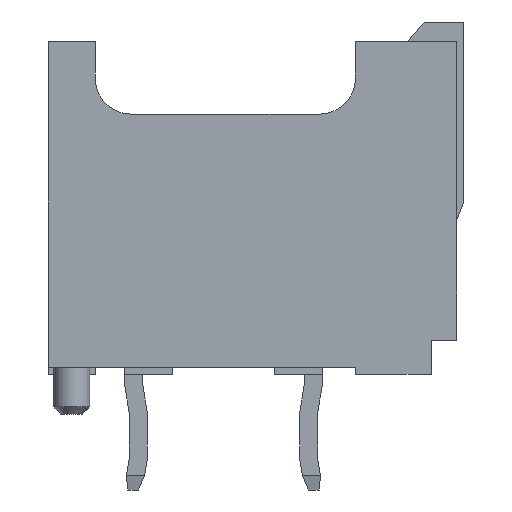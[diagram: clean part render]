
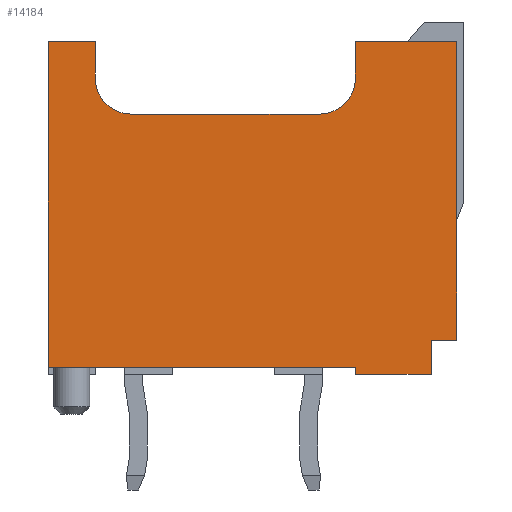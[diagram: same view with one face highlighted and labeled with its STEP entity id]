
A CAD part, left-side view. The second image highlights one B-rep face of the part: STEP entity #14184.
In plain terms, the highlighted face is planar.
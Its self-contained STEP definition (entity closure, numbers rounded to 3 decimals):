
#31=CIRCLE('',#14762,1.);
#32=CIRCLE('',#14763,1.);
#752=ORIENTED_EDGE('',*,*,#3410,.T.);
#753=ORIENTED_EDGE('',*,*,#3411,.T.);
#754=ORIENTED_EDGE('',*,*,#3380,.T.);
#755=ORIENTED_EDGE('',*,*,#3376,.F.);
#756=ORIENTED_EDGE('',*,*,#3412,.F.);
#757=ORIENTED_EDGE('',*,*,#3413,.F.);
#758=ORIENTED_EDGE('',*,*,#3414,.F.);
#759=ORIENTED_EDGE('',*,*,#3338,.F.);
#760=ORIENTED_EDGE('',*,*,#3415,.F.);
#761=ORIENTED_EDGE('',*,*,#3416,.F.);
#762=ORIENTED_EDGE('',*,*,#3417,.F.);
#763=ORIENTED_EDGE('',*,*,#3418,.F.);
#764=ORIENTED_EDGE('',*,*,#3419,.F.);
#765=ORIENTED_EDGE('',*,*,#3420,.F.);
#3338=EDGE_CURVE('',#4689,#4682,#5750,.T.);
#3376=EDGE_CURVE('',#4715,#4712,#5784,.T.);
#3380=EDGE_CURVE('',#4717,#4712,#5788,.T.);
#3410=EDGE_CURVE('',#4735,#4736,#5818,.T.);
#3411=EDGE_CURVE('',#4736,#4717,#5819,.T.);
#3412=EDGE_CURVE('',#4737,#4715,#5820,.T.);
#3413=EDGE_CURVE('',#4738,#4737,#5821,.T.);
#3414=EDGE_CURVE('',#4682,#4738,#5822,.T.);
#3415=EDGE_CURVE('',#4739,#4689,#5823,.T.);
#3416=EDGE_CURVE('',#4740,#4739,#31,.T.);
#3417=EDGE_CURVE('',#4741,#4740,#5824,.T.);
#3418=EDGE_CURVE('',#4742,#4741,#32,.T.);
#3419=EDGE_CURVE('',#4743,#4742,#5825,.T.);
#3420=EDGE_CURVE('',#4735,#4743,#5826,.T.);
#4682=VERTEX_POINT('',#18538);
#4689=VERTEX_POINT('',#18552);
#4712=VERTEX_POINT('',#18620);
#4715=VERTEX_POINT('',#18626);
#4717=VERTEX_POINT('',#18634);
#4735=VERTEX_POINT('',#18692);
#4736=VERTEX_POINT('',#18693);
#4737=VERTEX_POINT('',#18696);
#4738=VERTEX_POINT('',#18698);
#4739=VERTEX_POINT('',#18701);
#4740=VERTEX_POINT('',#18703);
#4741=VERTEX_POINT('',#18705);
#4742=VERTEX_POINT('',#18707);
#4743=VERTEX_POINT('',#18709);
#5750=LINE('',#18553,#7201);
#5784=LINE('',#18627,#7235);
#5788=LINE('',#18635,#7239);
#5818=LINE('',#18691,#7269);
#5819=LINE('',#18694,#7270);
#5820=LINE('',#18695,#7271);
#5821=LINE('',#18697,#7272);
#5822=LINE('',#18699,#7273);
#5823=LINE('',#18700,#7274);
#5824=LINE('',#18704,#7275);
#5825=LINE('',#18708,#7276);
#5826=LINE('',#18710,#7277);
#7201=VECTOR('',#15827,1000.);
#7235=VECTOR('',#15889,1000.);
#7239=VECTOR('',#15897,1000.);
#7269=VECTOR('',#15945,1000.);
#7270=VECTOR('',#15946,1000.);
#7271=VECTOR('',#15947,1000.);
#7272=VECTOR('',#15948,1000.);
#7273=VECTOR('',#15949,1000.);
#7274=VECTOR('',#15950,1000.);
#7275=VECTOR('',#15953,1000.);
#7276=VECTOR('',#15956,1000.);
#7277=VECTOR('',#15957,1000.);
#8441=EDGE_LOOP('',(#752,#753,#754,#755,#756,#757,#758,#759,#760,#761,#762,
#763,#764,#765));
#9059=FACE_BOUND('',#8441,.T.);
#9673=PLANE('',#14761);
#14184=ADVANCED_FACE('',(#9059),#9673,.T.);
#14761=AXIS2_PLACEMENT_3D('',#18690,#15943,#15944);
#14762=AXIS2_PLACEMENT_3D('',#18702,#15951,#15952);
#14763=AXIS2_PLACEMENT_3D('',#18706,#15954,#15955);
#15827=DIRECTION('',(0.,0.,1.));
#15889=DIRECTION('',(0.,0.,-1.));
#15897=DIRECTION('',(0.,1.,0.));
#15943=DIRECTION('',(1.,0.,0.));
#15944=DIRECTION('',(0.,0.,-1.));
#15945=DIRECTION('',(0.,1.,0.));
#15946=DIRECTION('',(0.,0.,1.));
#15947=DIRECTION('',(0.,1.,0.));
#15948=DIRECTION('',(0.,0.,-1.));
#15949=DIRECTION('',(0.,1.,0.));
#15950=DIRECTION('',(0.,-1.,0.));
#15951=DIRECTION('',(1.,0.,0.));
#15952=DIRECTION('',(0.,-1.,0.));
#15953=DIRECTION('',(0.,0.,1.));
#15954=DIRECTION('',(1.,0.,0.));
#15955=DIRECTION('',(0.,-1.,0.));
#15956=DIRECTION('',(0.,1.,0.));
#15957=DIRECTION('',(0.,0.,1.));
#18538=CARTESIAN_POINT('',(9.7,-4.325,5.55));
#18552=CARTESIAN_POINT('',(9.7,-4.325,2.75));
#18553=CARTESIAN_POINT('',(9.7,-4.325,5.75));
#18620=CARTESIAN_POINT('',(9.7,4.875,2.75));
#18626=CARTESIAN_POINT('',(9.7,4.875,4.85));
#18627=CARTESIAN_POINT('',(9.7,4.875,5.75));
#18634=CARTESIAN_POINT('',(9.7,4.675,2.75));
#18635=CARTESIAN_POINT('',(9.7,4.675,2.75));
#18690=CARTESIAN_POINT('',(9.7,-4.875,5.75));
#18691=CARTESIAN_POINT('',(9.7,-4.875,-5.75));
#18692=CARTESIAN_POINT('',(9.7,-4.325,-5.75));
#18693=CARTESIAN_POINT('',(9.7,4.675,-5.75));
#18694=CARTESIAN_POINT('',(9.7,4.675,-4.45));
#18695=CARTESIAN_POINT('',(9.7,3.925,4.85));
#18696=CARTESIAN_POINT('',(9.7,3.925,4.85));
#18697=CARTESIAN_POINT('',(9.7,3.925,5.55));
#18698=CARTESIAN_POINT('',(9.7,3.925,5.55));
#18699=CARTESIAN_POINT('',(9.7,0.625,5.55));
#18700=CARTESIAN_POINT('',(9.7,-3.325,2.75));
#18701=CARTESIAN_POINT('',(9.7,-3.325,2.75));
#18702=CARTESIAN_POINT('',(9.7,-3.325,1.75));
#18703=CARTESIAN_POINT('',(9.7,-2.325,1.75));
#18704=CARTESIAN_POINT('',(9.7,-2.325,-3.45));
#18705=CARTESIAN_POINT('',(9.7,-2.325,-3.45));
#18706=CARTESIAN_POINT('',(9.7,-3.325,-3.45));
#18707=CARTESIAN_POINT('',(9.7,-3.325,-4.45));
#18708=CARTESIAN_POINT('',(9.7,-4.325,-4.45));
#18709=CARTESIAN_POINT('',(9.7,-4.325,-4.45));
#18710=CARTESIAN_POINT('',(9.7,-4.325,-5.75));
